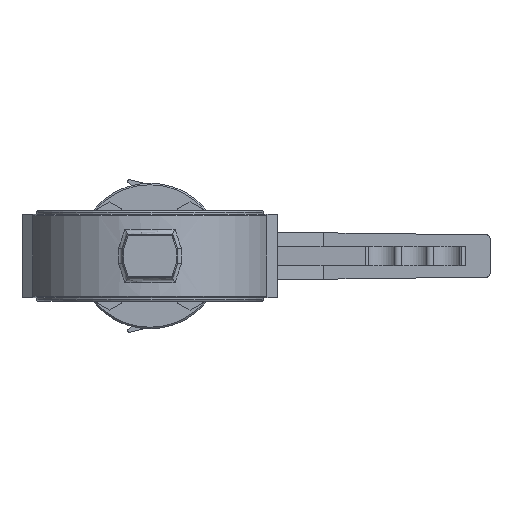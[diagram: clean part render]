
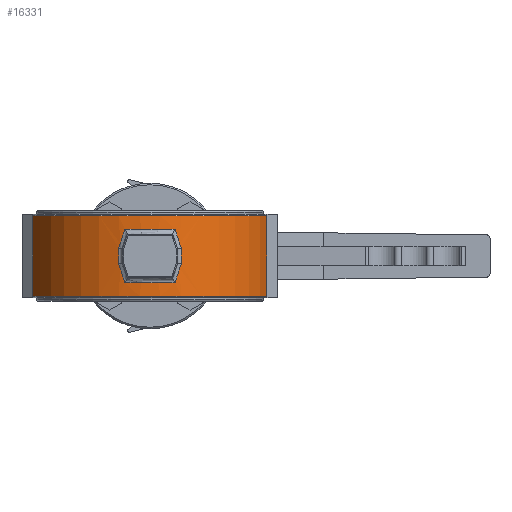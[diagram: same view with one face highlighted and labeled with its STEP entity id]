
A CAD part, front view. The second image highlights one B-rep face of the part: STEP entity #16331.
In plain terms, the highlighted cylindrical face has radius 75 mm (diameter 150 mm), a partial arc.
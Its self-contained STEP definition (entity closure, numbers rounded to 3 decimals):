
#231=ELLIPSE('',#17398,245.725,75.);
#232=ELLIPSE('',#17401,245.725,75.);
#233=ELLIPSE('',#17403,245.725,75.);
#234=ELLIPSE('',#17406,245.725,75.);
#900=CYLINDRICAL_SURFACE('',#17409,75.);
#1211=CIRCLE('',#17400,75.);
#1212=CIRCLE('',#17405,75.);
#1213=CIRCLE('',#17410,75.);
#1214=CIRCLE('',#17411,75.);
#2898=ORIENTED_EDGE('',*,*,#6277,.T.);
#2899=ORIENTED_EDGE('',*,*,#6275,.T.);
#2900=ORIENTED_EDGE('',*,*,#6273,.T.);
#2901=ORIENTED_EDGE('',*,*,#6271,.T.);
#2902=ORIENTED_EDGE('',*,*,#6269,.T.);
#2903=ORIENTED_EDGE('',*,*,#6267,.T.);
#2904=ORIENTED_EDGE('',*,*,#6265,.T.);
#2905=ORIENTED_EDGE('',*,*,#6263,.T.);
#2906=ORIENTED_EDGE('',*,*,#6286,.T.);
#2907=ORIENTED_EDGE('',*,*,#6287,.T.);
#2908=ORIENTED_EDGE('',*,*,#6288,.T.);
#2909=ORIENTED_EDGE('',*,*,#6289,.T.);
#6263=EDGE_CURVE('',#8078,#8077,#231,.F.);
#6265=EDGE_CURVE('',#8079,#8078,#1211,.T.);
#6267=EDGE_CURVE('',#8080,#8079,#232,.F.);
#6269=EDGE_CURVE('',#8081,#8080,#9372,.F.);
#6271=EDGE_CURVE('',#8082,#8081,#233,.F.);
#6273=EDGE_CURVE('',#8083,#8082,#1212,.T.);
#6275=EDGE_CURVE('',#8084,#8083,#234,.F.);
#6277=EDGE_CURVE('',#8077,#8084,#9373,.T.);
#6286=EDGE_CURVE('',#8093,#8094,#1213,.T.);
#6287=EDGE_CURVE('',#8094,#8095,#9378,.F.);
#6288=EDGE_CURVE('',#8095,#8096,#1214,.F.);
#6289=EDGE_CURVE('',#8096,#8093,#9379,.T.);
#8077=VERTEX_POINT('',#23642);
#8078=VERTEX_POINT('',#23644);
#8079=VERTEX_POINT('',#23652);
#8080=VERTEX_POINT('',#23671);
#8081=VERTEX_POINT('',#23679);
#8082=VERTEX_POINT('',#23698);
#8083=VERTEX_POINT('',#23706);
#8084=VERTEX_POINT('',#23725);
#8093=VERTEX_POINT('',#23772);
#8094=VERTEX_POINT('',#23773);
#8095=VERTEX_POINT('',#23775);
#8096=VERTEX_POINT('',#23777);
#9372=LINE('',#23678,#10405);
#9373=LINE('',#23732,#10406);
#9378=LINE('',#23774,#10411);
#9379=LINE('',#23778,#10412);
#10405=VECTOR('',#19541,1000.);
#10406=VECTOR('',#19552,1000.);
#10411=VECTOR('',#19563,1000.);
#10412=VECTOR('',#19566,1000.);
#11381=EDGE_LOOP('',(#2898,#2899,#2900,#2901,#2902,#2903,#2904,#2905));
#11382=EDGE_LOOP('',(#2906,#2907,#2908,#2909));
#12361=FACE_BOUND('',#11381,.T.);
#12362=FACE_BOUND('',#11382,.T.);
#16331=ADVANCED_FACE('',(#12361,#12362),#900,.T.);
#17398=AXIS2_PLACEMENT_3D('',#23643,#19531,#19532);
#17400=AXIS2_PLACEMENT_3D('',#23651,#19535,#19536);
#17401=AXIS2_PLACEMENT_3D('',#23670,#19537,#19538);
#17403=AXIS2_PLACEMENT_3D('',#23697,#19542,#19543);
#17405=AXIS2_PLACEMENT_3D('',#23705,#19546,#19547);
#17406=AXIS2_PLACEMENT_3D('',#23724,#19548,#19549);
#17409=AXIS2_PLACEMENT_3D('',#23770,#19559,#19560);
#17410=AXIS2_PLACEMENT_3D('',#23771,#19561,#19562);
#17411=AXIS2_PLACEMENT_3D('',#23776,#19564,#19565);
#19531=DIRECTION('',(-0.952,0.,-0.305));
#19532=DIRECTION('',(0.305,0.,-0.952));
#19535=DIRECTION('',(0.,0.,1.));
#19536=DIRECTION('',(1.,0.,0.));
#19537=DIRECTION('',(0.952,0.,-0.305));
#19538=DIRECTION('',(-0.305,0.,-0.952));
#19541=DIRECTION('',(0.,0.,-1.));
#19542=DIRECTION('',(0.952,0.,0.305));
#19543=DIRECTION('',(0.305,0.,-0.952));
#19546=DIRECTION('',(0.,0.,-1.));
#19547=DIRECTION('',(-1.,0.,0.));
#19548=DIRECTION('',(-0.952,0.,0.305));
#19549=DIRECTION('',(-0.305,0.,-0.952));
#19552=DIRECTION('',(0.,0.,-1.));
#19559=DIRECTION('',(0.,0.,-1.));
#19560=DIRECTION('',(-1.,0.,0.));
#19561=DIRECTION('',(0.,0.,1.));
#19562=DIRECTION('',(1.,0.,0.));
#19563=DIRECTION('',(0.,0.,-1.));
#19564=DIRECTION('',(0.,0.,1.));
#19565=DIRECTION('',(1.,0.,0.));
#19566=DIRECTION('',(0.,0.,-1.));
#23642=CARTESIAN_POINT('',(19.231,-72.493,4.987));
#23643=CARTESIAN_POINT('',(0.,0.,64.987));
#23644=CARTESIAN_POINT('',(15.541,-73.372,16.5));
#23651=CARTESIAN_POINT('',(0.,0.,16.5));
#23652=CARTESIAN_POINT('',(-15.541,-73.372,16.5));
#23670=CARTESIAN_POINT('',(0.,0.,64.987));
#23671=CARTESIAN_POINT('',(-19.231,-72.493,4.987));
#23678=CARTESIAN_POINT('',(-19.231,-72.493,25.8));
#23679=CARTESIAN_POINT('',(-19.231,-72.493,-4.987));
#23697=CARTESIAN_POINT('',(0.,0.,-64.987));
#23698=CARTESIAN_POINT('',(-15.541,-73.372,-16.5));
#23705=CARTESIAN_POINT('',(0.,0.,-16.5));
#23706=CARTESIAN_POINT('',(15.541,-73.372,-16.5));
#23724=CARTESIAN_POINT('',(0.,0.,-64.987));
#23725=CARTESIAN_POINT('',(19.231,-72.493,-4.987));
#23732=CARTESIAN_POINT('',(19.231,-72.493,25.8));
#23770=CARTESIAN_POINT('',(0.,0.,25.8));
#23771=CARTESIAN_POINT('',(0.,0.,-24.8));
#23772=CARTESIAN_POINT('',(-72.286,-19.994,-24.8));
#23773=CARTESIAN_POINT('',(72.286,-19.994,-24.8));
#23774=CARTESIAN_POINT('',(72.286,-19.994,0.));
#23775=CARTESIAN_POINT('',(72.286,-19.994,24.8));
#23776=CARTESIAN_POINT('',(0.,0.,24.8));
#23777=CARTESIAN_POINT('',(-72.286,-19.994,24.8));
#23778=CARTESIAN_POINT('',(-72.286,-19.994,0.));
